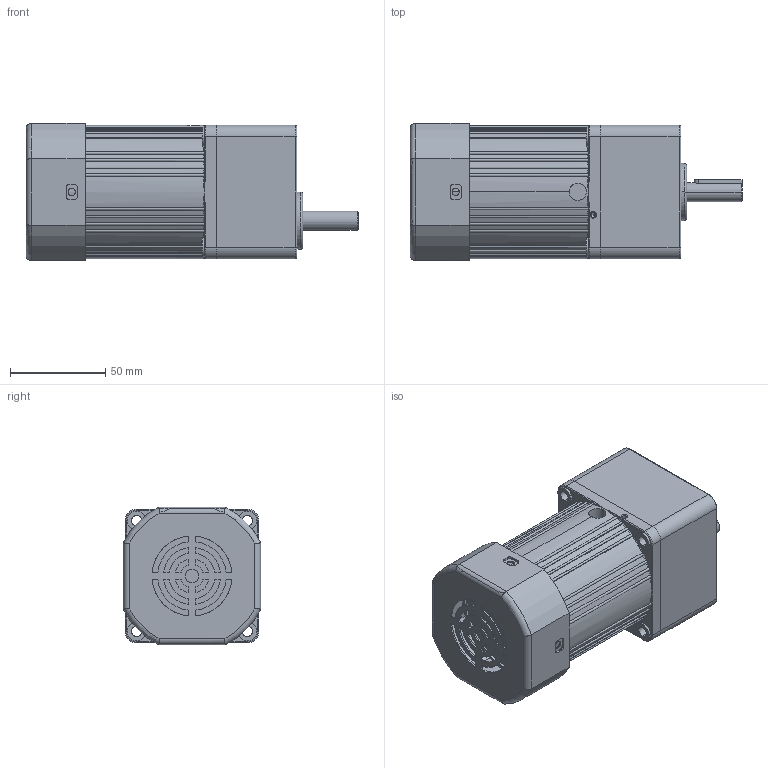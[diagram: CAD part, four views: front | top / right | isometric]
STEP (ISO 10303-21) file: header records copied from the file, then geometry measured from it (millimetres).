
FILE_DESCRIPTION (( 'STEP AP203' ), '1' );
FILE_NAME ('3IK15-F+3GN18-300K.STEP', '2020-01-08T05:04:31', ( 'Sky123.Org' ), ( 'Sky123.Org' ), 'SwSTEP 2.0', 'SolidWorks 2014', '' );
FILE_SCHEMA (( 'CONFIG_CONTROL_DESIGN' ));
Length unit declared in the file: millimetre
Products named in the file (4): 3IK15A; 3GN18-300K; 70隅厒萇儂瑞欶; 3IK15-F+3GN18-300K
Assembly tree (3 placements, depth 2):
  3IK15-F+3GN18-300K
    3IK15A
    3GN18-300K
    70隅厒萇儂瑞欶
Bounding box: 174 x 72 x 72 mm (x, y, z)
Volume: 515411.3 mm3; surface area: 80048.5 mm2
Topology: 3 solids, 3 shells, 553 faces, 1459 edges, 923 vertices
Faces by surface type: cylinder 214, plane 158, torus 124, bspline 33, cone 24
Entity records: 19619 total; most frequent: CARTESIAN_POINT 5458, DIRECTION 2983, ORIENTED_EDGE 2882, EDGE_CURVE 1441, AXIS2_PLACEMENT_3D 1236, VERTEX_POINT 923, CIRCLE 710, EDGE_LOOP 632
